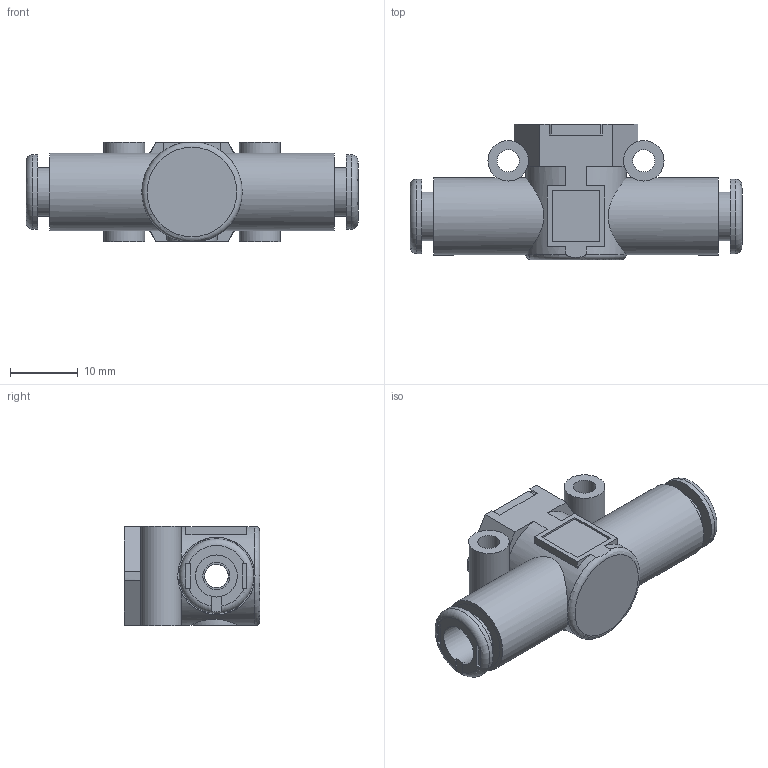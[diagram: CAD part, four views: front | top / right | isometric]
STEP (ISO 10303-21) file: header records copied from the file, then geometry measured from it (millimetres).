
FILE_DESCRIPTION( ( 'STEP AP214' ), ' ' );
FILE_NAME( '9064016.stp', '2017-03-31T09:57:42', ( '' ), ( '' ), ' ', 'PARTsolutions', ' ' );
FILE_SCHEMA( ( 'AUTOMOTIVE_DESIGN { 1 0 10303 214 1 1 1 1 }' ) );
Length unit declared in the file: millimetre
Products named in the file (4): 9064016; _LINE-ON-LINE D6 VSR-L body; _LINE-ON-LINE D6 VNR-L bushing; _LINE ON LINE D6 VNR-L plate
Assembly tree (4 placements, depth 2):
  9064016
    _LINE-ON-LINE D6 VSR-L body
    _LINE-ON-LINE D6 VNR-L bushing  x2
    _LINE ON LINE D6 VNR-L plate
Bounding box: 49 x 20 x 14.7 mm (x, y, z)
Volume: 4064.8 mm3; surface area: 6394.4 mm2
Topology: 4 solids, 4 shells, 144 faces, 348 edges, 230 vertices
Faces by surface type: plane 91, cylinder 46, cone 4, torus 3
Full cylindrical faces by diameter (mm): 3.3 x2, 3.5 x2, 4 x2, 6 x3, 6.2 x2, 7.2 x4, 7.4 x2, 7.6 x2, 9 x2, 9.6 x2, 10.3 x4, 11 x2, 11.4 x2, 11.6 x1
Entity records: 4766 total; most frequent: CARTESIAN_POINT 1106, DIRECTION 556, ORIENTED_EDGE 490, EDGE_CURVE 245, AXIS2_PLACEMENT_3D 213, VERTEX_POINT 181, EDGE_LOOP 178, FACE_OUTER_BOUND 145
